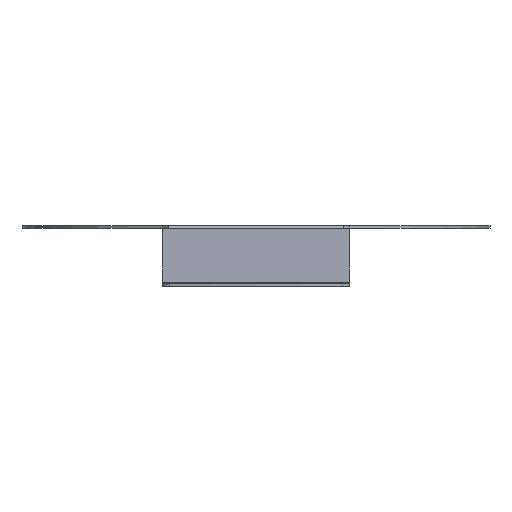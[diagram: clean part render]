
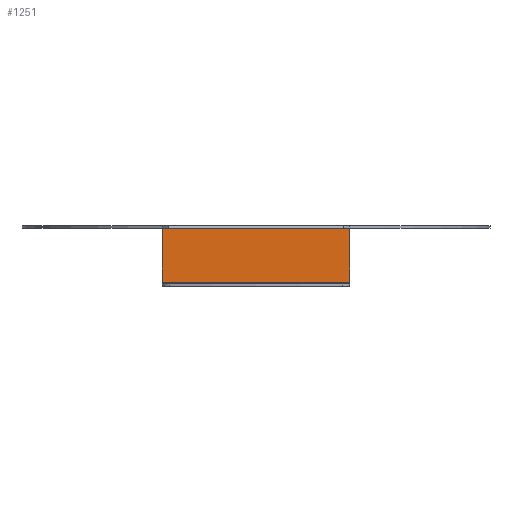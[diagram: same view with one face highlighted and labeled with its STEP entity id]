
A CAD part, front view. The second image highlights one B-rep face of the part: STEP entity #1251.
In plain terms, the highlighted planar face has unit normal (0, -1, 0).
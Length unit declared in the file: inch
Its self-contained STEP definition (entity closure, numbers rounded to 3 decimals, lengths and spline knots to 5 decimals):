
#80 = ORIENTED_EDGE ( 'NONE', *, *, #626, .T. ) ;
#140 = VECTOR ( 'NONE', #433, 39.37008 ) ;
#193 = CARTESIAN_POINT ( 'NONE',  ( -0.3937, -0.98622, -0.23819 ) ) ;
#218 = DIRECTION ( 'NONE',  ( 0., -1., 0. ) ) ;
#263 = DIRECTION ( 'NONE',  ( 0., 0., 1. ) ) ;
#280 = LINE ( 'NONE', #908, #544 ) ;
#359 = VERTEX_POINT ( 'NONE', #1119 ) ;
#373 = EDGE_CURVE ( 'NONE', #1449, #1446, #1921, .T. ) ;
#375 = CARTESIAN_POINT ( 'NONE',  ( -0.3937, -0.98622, -0.01181 ) ) ;
#420 = CARTESIAN_POINT ( 'NONE',  ( 0.36811, -0.98622, -0.01181 ) ) ;
#433 = DIRECTION ( 'NONE',  ( 0., 0., -1. ) ) ;
#438 = CARTESIAN_POINT ( 'NONE',  ( -0.36811, -0.98622, -0.01181 ) ) ;
#544 = VECTOR ( 'NONE', #1252, 39.37008 ) ;
#605 = LINE ( 'NONE', #1725, #140 ) ;
#613 = EDGE_CURVE ( 'NONE', #359, #837, #280, .T. ) ;
#626 = EDGE_CURVE ( 'NONE', #1814, #1449, #605, .T. ) ;
#658 = EDGE_CURVE ( 'NONE', #898, #1814, #1579, .T. ) ;
#691 = CARTESIAN_POINT ( 'NONE',  ( 0.3937, -0.98622, -0.01181 ) ) ;
#702 = FACE_OUTER_BOUND ( 'NONE', #1797, .T. ) ;
#762 = ORIENTED_EDGE ( 'NONE', *, *, #1393, .F. ) ;
#791 = CARTESIAN_POINT ( 'NONE',  ( -0.3937, -0.98622, -0.01181 ) ) ;
#810 = AXIS2_PLACEMENT_3D ( 'NONE', #375, #218, #1200 ) ;
#837 = VERTEX_POINT ( 'NONE', #420 ) ;
#848 = LINE ( 'NONE', #691, #1943 ) ;
#898 = VERTEX_POINT ( 'NONE', #438 ) ;
#908 = CARTESIAN_POINT ( 'NONE',  ( 0., -0.98622, -0.01181 ) ) ;
#911 = CARTESIAN_POINT ( 'NONE',  ( -0.3937, -0.98622, -0.01181 ) ) ;
#947 = VECTOR ( 'NONE', #2034, 39.37008 ) ;
#998 = ORIENTED_EDGE ( 'NONE', *, *, #373, .T. ) ;
#1001 = PLANE ( 'NONE',  #810 ) ;
#1119 = CARTESIAN_POINT ( 'NONE',  ( 0.3937, -0.98622, -0.01181 ) ) ;
#1200 = DIRECTION ( 'NONE',  ( 0., 0., -1. ) ) ;
#1251 = ADVANCED_FACE ( 'NONE', ( #702 ), #1001, .T. ) ;
#1252 = DIRECTION ( 'NONE',  ( -1., 0., 0. ) ) ;
#1277 = DIRECTION ( 'NONE',  ( 1., 0., 0. ) ) ;
#1337 = VECTOR ( 'NONE', #1551, 39.37008 ) ;
#1393 = EDGE_CURVE ( 'NONE', #898, #837, #1576, .T. ) ;
#1395 = CARTESIAN_POINT ( 'NONE',  ( -0.3937, -0.98622, -0.01181 ) ) ;
#1446 = VERTEX_POINT ( 'NONE', #1772 ) ;
#1449 = VERTEX_POINT ( 'NONE', #193 ) ;
#1551 = DIRECTION ( 'NONE',  ( -1., 0., 0. ) ) ;
#1576 = LINE ( 'NONE', #1395, #947 ) ;
#1579 = LINE ( 'NONE', #791, #1337 ) ;
#1602 = VECTOR ( 'NONE', #1277, 39.37008 ) ;
#1628 = CARTESIAN_POINT ( 'NONE',  ( -0.3937, -0.98622, -0.23819 ) ) ;
#1640 = ORIENTED_EDGE ( 'NONE', *, *, #613, .T. ) ;
#1685 = ORIENTED_EDGE ( 'NONE', *, *, #1690, .T. ) ;
#1690 = EDGE_CURVE ( 'NONE', #1446, #359, #848, .T. ) ;
#1725 = CARTESIAN_POINT ( 'NONE',  ( -0.3937, -0.98622, -0.01181 ) ) ;
#1772 = CARTESIAN_POINT ( 'NONE',  ( 0.3937, -0.98622, -0.23819 ) ) ;
#1775 = ORIENTED_EDGE ( 'NONE', *, *, #658, .T. ) ;
#1797 = EDGE_LOOP ( 'NONE', ( #1685, #1640, #762, #1775, #80, #998 ) ) ;
#1814 = VERTEX_POINT ( 'NONE', #911 ) ;
#1921 = LINE ( 'NONE', #1628, #1602 ) ;
#1943 = VECTOR ( 'NONE', #263, 39.37008 ) ;
#2034 = DIRECTION ( 'NONE',  ( 1., 0., 0. ) ) ;
